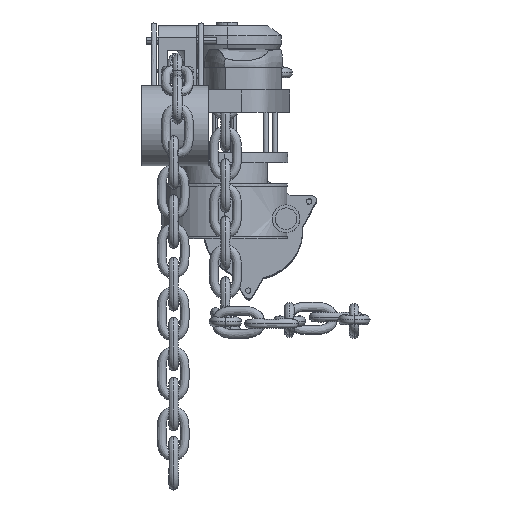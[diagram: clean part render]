
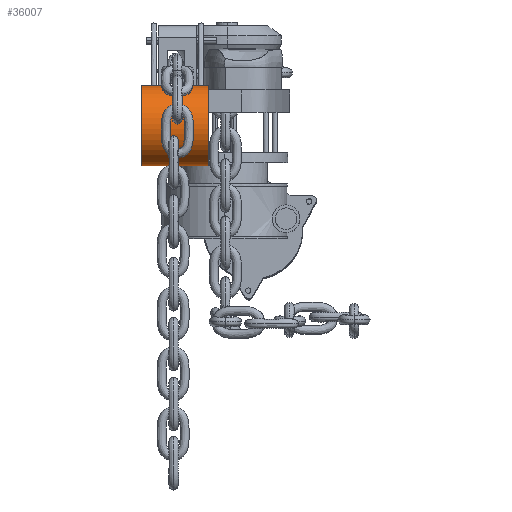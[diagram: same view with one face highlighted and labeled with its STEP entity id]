
A CAD part, left-side view. The second image highlights one B-rep face of the part: STEP entity #36007.
In plain terms, the highlighted free-form (B-spline) face has degree [2, 1] with [5, 2] control points.
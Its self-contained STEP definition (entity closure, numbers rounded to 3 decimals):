
#35929 = EDGE_CURVE('',#35930,#35932,#35934,.T.);
#35930 = VERTEX_POINT('',#35931);
#35931 = CARTESIAN_POINT('',(2375.176,-117.378,
    179.519));
#35932 = VERTEX_POINT('',#35933);
#35933 = CARTESIAN_POINT('',(2375.176,-219.566,
    179.519));
#35934 = B_SPLINE_CURVE_WITH_KNOTS('',1,(#35935,#35936),.UNSPECIFIED.,
  .F.,.F.,(2,2),(0.,22.),.PIECEWISE_BEZIER_KNOTS.);
#35935 = CARTESIAN_POINT('',(2375.176,-117.378,
    179.519));
#35936 = CARTESIAN_POINT('',(2375.176,-219.566,
    179.519));
#35939 = VERTEX_POINT('',#35940);
#35940 = CARTESIAN_POINT('',(2375.176,-219.566,
    55.237));
#35948 = EDGE_CURVE('',#35949,#35939,#35951,.T.);
#35949 = VERTEX_POINT('',#35950);
#35950 = CARTESIAN_POINT('',(2375.176,-117.378,
    55.237));
#35951 = B_SPLINE_CURVE_WITH_KNOTS('',1,(#35952,#35953),.UNSPECIFIED.,
  .F.,.F.,(2,2),(0.,22.),.PIECEWISE_BEZIER_KNOTS.);
#35952 = CARTESIAN_POINT('',(2375.176,-117.378,
    55.237));
#35953 = CARTESIAN_POINT('',(2375.176,-219.566,
    55.237));
#35977 = EDGE_CURVE('',#35930,#35949,#35978,.T.);
#35978 = ( BOUNDED_CURVE() B_SPLINE_CURVE(2,(#35979,#35980,#35981,#35982
,#35983),.UNSPECIFIED.,.F.,.F.) B_SPLINE_CURVE_WITH_KNOTS((3,2,3),(
    141.372,212.058,282.743),
.PIECEWISE_BEZIER_KNOTS.) CURVE() GEOMETRIC_REPRESENTATION_ITEM() 
RATIONAL_B_SPLINE_CURVE((1.,0.707,1.,0.707,1.)) 
REPRESENTATION_ITEM('') );
#35979 = CARTESIAN_POINT('',(2375.176,-117.378,
    179.519));
#35980 = CARTESIAN_POINT('',(2313.035,-117.378,
    179.519));
#35981 = CARTESIAN_POINT('',(2313.035,-117.378,
    117.378));
#35982 = CARTESIAN_POINT('',(2313.035,-117.378,
    55.237));
#35983 = CARTESIAN_POINT('',(2375.176,-117.378,
    55.237));
#35995 = EDGE_CURVE('',#35932,#35939,#35996,.T.);
#35996 = ( BOUNDED_CURVE() B_SPLINE_CURVE(2,(#35997,#35998,#35999,#36000
,#36001),.UNSPECIFIED.,.F.,.F.) B_SPLINE_CURVE_WITH_KNOTS((3,2,3),(
    141.372,212.058,282.743),
.PIECEWISE_BEZIER_KNOTS.) CURVE() GEOMETRIC_REPRESENTATION_ITEM() 
RATIONAL_B_SPLINE_CURVE((1.,0.707,1.,0.707,1.)) 
REPRESENTATION_ITEM('') );
#35997 = CARTESIAN_POINT('',(2375.176,-219.566,
    179.519));
#35998 = CARTESIAN_POINT('',(2313.035,-219.566,
    179.519));
#35999 = CARTESIAN_POINT('',(2313.035,-219.566,
    117.378));
#36000 = CARTESIAN_POINT('',(2313.035,-219.566,
    55.237));
#36001 = CARTESIAN_POINT('',(2375.176,-219.566,
    55.237));
#36007 = ADVANCED_FACE('',(#36008),#36014,.T.);
#36008 = FACE_BOUND('',#36009,.T.);
#36009 = EDGE_LOOP('',(#36010,#36011,#36012,#36013));
#36010 = ORIENTED_EDGE('',*,*,#35977,.T.);
#36011 = ORIENTED_EDGE('',*,*,#35948,.T.);
#36012 = ORIENTED_EDGE('',*,*,#35995,.F.);
#36013 = ORIENTED_EDGE('',*,*,#35929,.F.);
#36014 = ( BOUNDED_SURFACE() B_SPLINE_SURFACE(2,1,(
    (#36015,#36016)
    ,(#36017,#36018)
    ,(#36019,#36020)
    ,(#36021,#36022)
    ,(#36023,#36024
)),.UNSPECIFIED.,.F.,.F.,.F.) B_SPLINE_SURFACE_WITH_KNOTS((3,2,3),(2,2),
  (141.372,212.058,282.743),(0.,22.),
.PIECEWISE_BEZIER_KNOTS.) GEOMETRIC_REPRESENTATION_ITEM() 
RATIONAL_B_SPLINE_SURFACE((
    (1.,1.)
    ,(0.707,0.707)
    ,(1.,1.)
    ,(0.707,0.707)
,(1.,1.))) REPRESENTATION_ITEM('') SURFACE() );
#36015 = CARTESIAN_POINT('',(2375.176,-117.378,
    179.519));
#36016 = CARTESIAN_POINT('',(2375.176,-219.566,
    179.519));
#36017 = CARTESIAN_POINT('',(2313.035,-117.378,
    179.519));
#36018 = CARTESIAN_POINT('',(2313.035,-219.566,
    179.519));
#36019 = CARTESIAN_POINT('',(2313.035,-117.378,
    117.378));
#36020 = CARTESIAN_POINT('',(2313.035,-219.566,
    117.378));
#36021 = CARTESIAN_POINT('',(2313.035,-117.378,
    55.237));
#36022 = CARTESIAN_POINT('',(2313.035,-219.566,
    55.237));
#36023 = CARTESIAN_POINT('',(2375.176,-117.378,
    55.237));
#36024 = CARTESIAN_POINT('',(2375.176,-219.566,
    55.237));
